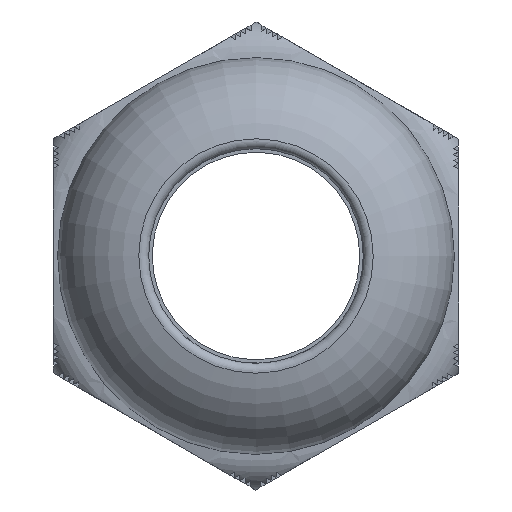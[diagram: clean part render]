
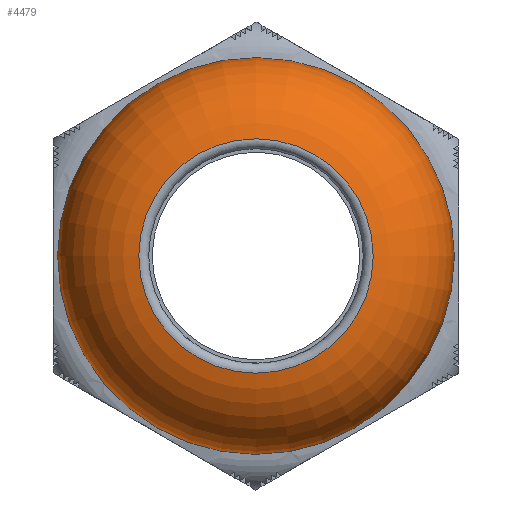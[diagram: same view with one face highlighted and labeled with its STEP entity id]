
A CAD part, left-side view. The second image highlights one B-rep face of the part: STEP entity #4479.
In plain terms, the highlighted toroidal (fillet/blend) face has major radius 5.95 mm and minor radius 5.8 mm.
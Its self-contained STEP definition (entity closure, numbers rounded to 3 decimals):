
#62=FACE_BOUND('',#600,.T.);
#85=TOROIDAL_SURFACE('',#4843,5.95,5.8);
#345=FACE_OUTER_BOUND('',#599,.T.);
#599=EDGE_LOOP('',(#4046));
#600=EDGE_LOOP('',(#4047));
#1634=CIRCLE('',#4842,6.94);
#1635=CIRCLE('',#4844,11.75);
#2078=VERTEX_POINT('',#12203);
#2079=VERTEX_POINT('',#12206);
#2736=EDGE_CURVE('',#2078,#2078,#1634,.T.);
#2737=EDGE_CURVE('',#2079,#2079,#1635,.T.);
#4046=ORIENTED_EDGE('',*,*,#2736,.F.);
#4047=ORIENTED_EDGE('',*,*,#2737,.T.);
#4479=ADVANCED_FACE('',(#345,#62),#85,.T.);
#4842=AXIS2_PLACEMENT_3D('',#12204,#5944,#5945);
#4843=AXIS2_PLACEMENT_3D('',#12205,#5946,#5947);
#4844=AXIS2_PLACEMENT_3D('',#12207,#5948,#5949);
#5944=DIRECTION('center_axis',(0.,0.,1.));
#5945=DIRECTION('ref_axis',(1.,0.,0.));
#5946=DIRECTION('center_axis',(0.,0.,-1.));
#5947=DIRECTION('ref_axis',(1.,0.,0.));
#5948=DIRECTION('center_axis',(0.,0.,1.));
#5949=DIRECTION('ref_axis',(1.,0.,0.));
#12203=CARTESIAN_POINT('',(-6.94,0.,5.729));
#12204=CARTESIAN_POINT('Origin',(0.,0.,5.729));
#12205=CARTESIAN_POINT('Origin',(0.,0.,0.014));
#12206=CARTESIAN_POINT('',(-11.75,0.,0.014));
#12207=CARTESIAN_POINT('Origin',(0.,0.,0.014));
